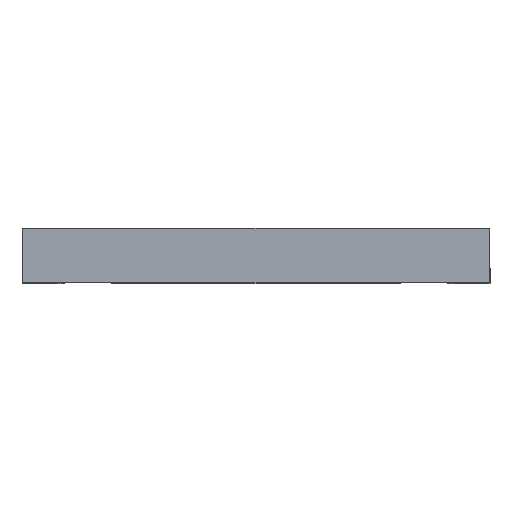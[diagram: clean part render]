
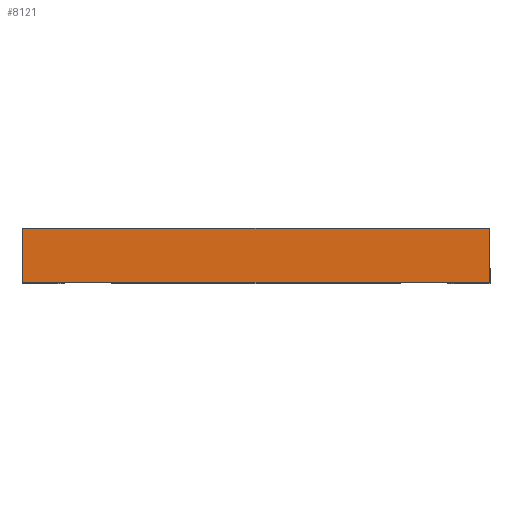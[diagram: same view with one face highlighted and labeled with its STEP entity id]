
A CAD part, front view. The second image highlights one B-rep face of the part: STEP entity #8121.
In plain terms, the highlighted planar face has unit normal (0, -1, 0).
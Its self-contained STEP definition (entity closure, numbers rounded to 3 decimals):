
#307 = ORIENTED_EDGE ( 'NONE', *, *, #954, .F. ) ;
#396 = CARTESIAN_POINT ( 'NONE',  ( -3., -2.5, 0.01 ) ) ;
#954 = EDGE_CURVE ( 'NONE', #16218, #18543, #11572, .T. ) ;
#4134 = EDGE_CURVE ( 'NONE', #20996, #9885, #17772, .T. ) ;
#7076 = DIRECTION ( 'NONE',  ( 1., 0., 0. ) ) ;
#8121 = ADVANCED_FACE ( 'NONE', ( #16786 ), #9751, .F. ) ;
#8821 = CARTESIAN_POINT ( 'NONE',  ( -3., -2.5, 0.71 ) ) ;
#9307 = EDGE_LOOP ( 'NONE', ( #14451, #307, #17970, #13213 ) ) ;
#9384 = EDGE_CURVE ( 'NONE', #9885, #18543, #10913, .T. ) ;
#9528 = CARTESIAN_POINT ( 'NONE',  ( 3., -2.5, 0.01 ) ) ;
#9751 = PLANE ( 'NONE',  #16837 ) ;
#9841 = VECTOR ( 'NONE', #21730, 1000. ) ;
#9885 = VERTEX_POINT ( 'NONE', #11578 ) ;
#10913 = LINE ( 'NONE', #396, #9841 ) ;
#11421 = VECTOR ( 'NONE', #16003, 1000. ) ;
#11572 = LINE ( 'NONE', #22621, #22937 ) ;
#11578 = CARTESIAN_POINT ( 'NONE',  ( -3., -2.5, 0.01 ) ) ;
#12168 = CARTESIAN_POINT ( 'NONE',  ( -3., -2.5, 0.71 ) ) ;
#12981 = CARTESIAN_POINT ( 'NONE',  ( -3., -2.5, 0.71 ) ) ;
#13213 = ORIENTED_EDGE ( 'NONE', *, *, #4134, .T. ) ;
#14172 = CARTESIAN_POINT ( 'NONE',  ( -3., -2.5, 0.71 ) ) ;
#14451 = ORIENTED_EDGE ( 'NONE', *, *, #9384, .T. ) ;
#15545 = EDGE_CURVE ( 'NONE', #20996, #16218, #21010, .T. ) ;
#15975 = CARTESIAN_POINT ( 'NONE',  ( 3., -2.5, 0.71 ) ) ;
#16003 = DIRECTION ( 'NONE',  ( 0., 0., -1. ) ) ;
#16218 = VERTEX_POINT ( 'NONE', #15975 ) ;
#16786 = FACE_OUTER_BOUND ( 'NONE', #9307, .T. ) ;
#16837 = AXIS2_PLACEMENT_3D ( 'NONE', #12981, #20105, #22158 ) ;
#17772 = LINE ( 'NONE', #14172, #11421 ) ;
#17970 = ORIENTED_EDGE ( 'NONE', *, *, #15545, .F. ) ;
#18543 = VERTEX_POINT ( 'NONE', #9528 ) ;
#20105 = DIRECTION ( 'NONE',  ( 0., 1., 0. ) ) ;
#20996 = VERTEX_POINT ( 'NONE', #12168 ) ;
#21010 = LINE ( 'NONE', #8821, #22828 ) ;
#21730 = DIRECTION ( 'NONE',  ( 1., 0., 0. ) ) ;
#22158 = DIRECTION ( 'NONE',  ( 0., 0., 1. ) ) ;
#22495 = DIRECTION ( 'NONE',  ( 0., 0., -1. ) ) ;
#22621 = CARTESIAN_POINT ( 'NONE',  ( 3., -2.5, 0.71 ) ) ;
#22828 = VECTOR ( 'NONE', #7076, 1000. ) ;
#22937 = VECTOR ( 'NONE', #22495, 1000. ) ;
